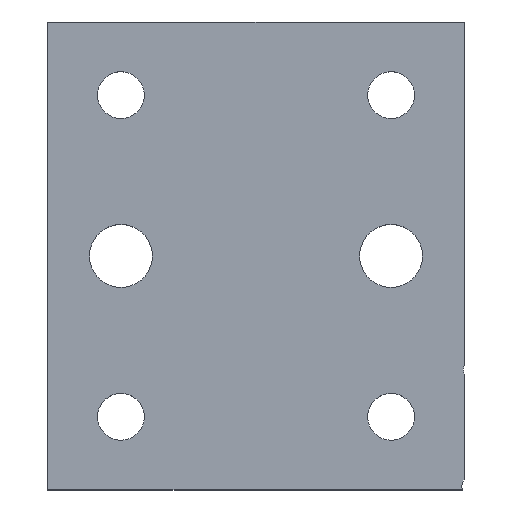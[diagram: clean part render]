
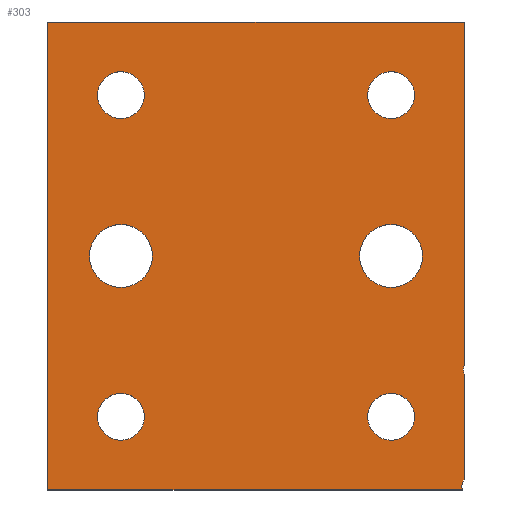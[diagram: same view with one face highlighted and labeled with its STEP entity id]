
A CAD part, top view. The second image highlights one B-rep face of the part: STEP entity #303.
In plain terms, the highlighted planar face has unit normal (0, 0, 1).
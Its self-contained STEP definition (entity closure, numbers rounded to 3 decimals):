
#29=FACE_BOUND('',#71,.T.);
#30=FACE_BOUND('',#72,.T.);
#31=FACE_BOUND('',#73,.T.);
#32=FACE_BOUND('',#74,.T.);
#33=FACE_BOUND('',#75,.T.);
#34=FACE_BOUND('',#76,.T.);
#49=FACE_OUTER_BOUND('',#70,.T.);
#70=EDGE_LOOP('',(#269,#270,#271,#272,#273,#274,#275));
#71=EDGE_LOOP('',(#276));
#72=EDGE_LOOP('',(#277));
#73=EDGE_LOOP('',(#278));
#74=EDGE_LOOP('',(#279));
#75=EDGE_LOOP('',(#280));
#76=EDGE_LOOP('',(#281));
#85=CIRCLE('',#337,0.9);
#86=CIRCLE('',#341,2.15);
#87=CIRCLE('',#343,2.15);
#88=CIRCLE('',#345,1.6);
#89=CIRCLE('',#347,1.6);
#90=CIRCLE('',#349,1.6);
#91=CIRCLE('',#351,1.6);
#92=CIRCLE('',#355,0.9);
#101=LINE('',#482,#124);
#103=LINE('',#486,#126);
#111=LINE('',#514,#134);
#112=LINE('',#517,#135);
#115=LINE('',#524,#138);
#124=VECTOR('',#392,10.);
#126=VECTOR('',#396,10.);
#134=VECTOR('',#430,10.);
#135=VECTOR('',#433,10.);
#138=VECTOR('',#442,10.);
#152=VERTEX_POINT('',#474);
#153=VERTEX_POINT('',#476);
#154=VERTEX_POINT('',#480);
#155=VERTEX_POINT('',#484);
#156=VERTEX_POINT('',#488);
#157=VERTEX_POINT('',#492);
#158=VERTEX_POINT('',#496);
#159=VERTEX_POINT('',#500);
#160=VERTEX_POINT('',#504);
#161=VERTEX_POINT('',#508);
#162=VERTEX_POINT('',#512);
#163=VERTEX_POINT('',#516);
#164=VERTEX_POINT('',#520);
#179=EDGE_CURVE('',#153,#152,#85,.T.);
#182=EDGE_CURVE('',#152,#154,#101,.T.);
#184=EDGE_CURVE('',#154,#155,#103,.T.);
#185=EDGE_CURVE('',#156,#156,#86,.T.);
#187=EDGE_CURVE('',#157,#157,#87,.T.);
#189=EDGE_CURVE('',#158,#158,#88,.T.);
#191=EDGE_CURVE('',#159,#159,#89,.T.);
#193=EDGE_CURVE('',#160,#160,#90,.T.);
#195=EDGE_CURVE('',#161,#161,#91,.T.);
#198=EDGE_CURVE('',#155,#162,#111,.T.);
#199=EDGE_CURVE('',#163,#153,#112,.T.);
#201=EDGE_CURVE('',#164,#163,#92,.T.);
#203=EDGE_CURVE('',#162,#164,#115,.T.);
#269=ORIENTED_EDGE('',*,*,#203,.T.);
#270=ORIENTED_EDGE('',*,*,#201,.T.);
#271=ORIENTED_EDGE('',*,*,#199,.T.);
#272=ORIENTED_EDGE('',*,*,#179,.T.);
#273=ORIENTED_EDGE('',*,*,#182,.T.);
#274=ORIENTED_EDGE('',*,*,#184,.T.);
#275=ORIENTED_EDGE('',*,*,#198,.T.);
#276=ORIENTED_EDGE('',*,*,#185,.T.);
#277=ORIENTED_EDGE('',*,*,#187,.T.);
#278=ORIENTED_EDGE('',*,*,#195,.T.);
#279=ORIENTED_EDGE('',*,*,#193,.T.);
#280=ORIENTED_EDGE('',*,*,#191,.T.);
#281=ORIENTED_EDGE('',*,*,#189,.T.);
#288=PLANE('',#357);
#303=ADVANCED_FACE('',(#49,#29,#30,#31,#32,#33,#34),#288,.T.);
#337=AXIS2_PLACEMENT_3D('',#477,#386,#387);
#341=AXIS2_PLACEMENT_3D('',#489,#399,#400);
#343=AXIS2_PLACEMENT_3D('',#493,#404,#405);
#345=AXIS2_PLACEMENT_3D('',#497,#409,#410);
#347=AXIS2_PLACEMENT_3D('',#501,#414,#415);
#349=AXIS2_PLACEMENT_3D('',#505,#419,#420);
#351=AXIS2_PLACEMENT_3D('',#509,#424,#425);
#355=AXIS2_PLACEMENT_3D('',#521,#437,#438);
#357=AXIS2_PLACEMENT_3D('',#525,#443,#444);
#386=DIRECTION('center_axis',(0.,0.,
-1.));
#387=DIRECTION('ref_axis',(-1.,0.,0.));
#392=DIRECTION('',(0.,1.,0.));
#396=DIRECTION('',(-1.,0.,0.));
#399=DIRECTION('center_axis',(0.,0.,
-1.));
#400=DIRECTION('ref_axis',(1.,0.,0.));
#404=DIRECTION('center_axis',(0.,0.,
-1.));
#405=DIRECTION('ref_axis',(1.,0.,0.));
#409=DIRECTION('center_axis',(0.,0.,
-1.));
#410=DIRECTION('ref_axis',(-1.,0.,0.));
#414=DIRECTION('center_axis',(0.,0.,
-1.));
#415=DIRECTION('ref_axis',(-1.,0.,0.));
#419=DIRECTION('center_axis',(0.,0.,
-1.));
#420=DIRECTION('ref_axis',(-1.,0.,0.));
#424=DIRECTION('center_axis',(0.,0.,
-1.));
#425=DIRECTION('ref_axis',(-1.,0.,0.));
#430=DIRECTION('',(0.,-1.,0.));
#433=DIRECTION('',(0.,1.,0.));
#437=DIRECTION('center_axis',(0.,0.,
-1.));
#438=DIRECTION('ref_axis',(-1.,0.,0.));
#442=DIRECTION('',(1.,0.,0.));
#443=DIRECTION('center_axis',(0.,0.,
1.));
#444=DIRECTION('ref_axis',(1.,0.,0.));
#474=CARTESIAN_POINT('',(10.672,1.912,10.));
#476=CARTESIAN_POINT('',(10.672,1.292,10.));
#477=CARTESIAN_POINT('Origin',(11.517,1.602,10.));
#480=CARTESIAN_POINT('',(10.672,25.366,10.));
#482=CARTESIAN_POINT('',(10.672,-6.634,10.));
#484=CARTESIAN_POINT('',(-17.801,25.366,10.));
#486=CARTESIAN_POINT('',(10.672,25.366,10.));
#488=CARTESIAN_POINT('',(3.522,9.366,10.));
#489=CARTESIAN_POINT('Origin',(5.672,9.366,10.));
#492=CARTESIAN_POINT('',(-14.951,9.366,10.));
#493=CARTESIAN_POINT('Origin',(-12.801,9.366,10.));
#496=CARTESIAN_POINT('',(-11.201,20.366,10.));
#497=CARTESIAN_POINT('Origin',(-12.801,20.366,10.));
#500=CARTESIAN_POINT('',(-11.201,-1.634,10.));
#501=CARTESIAN_POINT('Origin',(-12.801,-1.634,10.));
#504=CARTESIAN_POINT('',(7.272,-1.634,10.));
#505=CARTESIAN_POINT('Origin',(5.672,-1.634,10.));
#508=CARTESIAN_POINT('',(7.272,20.366,10.));
#509=CARTESIAN_POINT('Origin',(5.672,20.366,10.));
#512=CARTESIAN_POINT('',(-17.801,-6.634,10.));
#514=CARTESIAN_POINT('',(-17.801,25.366,10.));
#516=CARTESIAN_POINT('',(10.672,-5.893,10.));
#517=CARTESIAN_POINT('',(10.672,-6.634,10.));
#520=CARTESIAN_POINT('',(10.549,-6.634,10.));
#521=CARTESIAN_POINT('Origin',(11.417,-6.397,10.));
#524=CARTESIAN_POINT('',(-17.801,-6.634,10.));
#525=CARTESIAN_POINT('Origin',(-3.565,9.366,10.));
